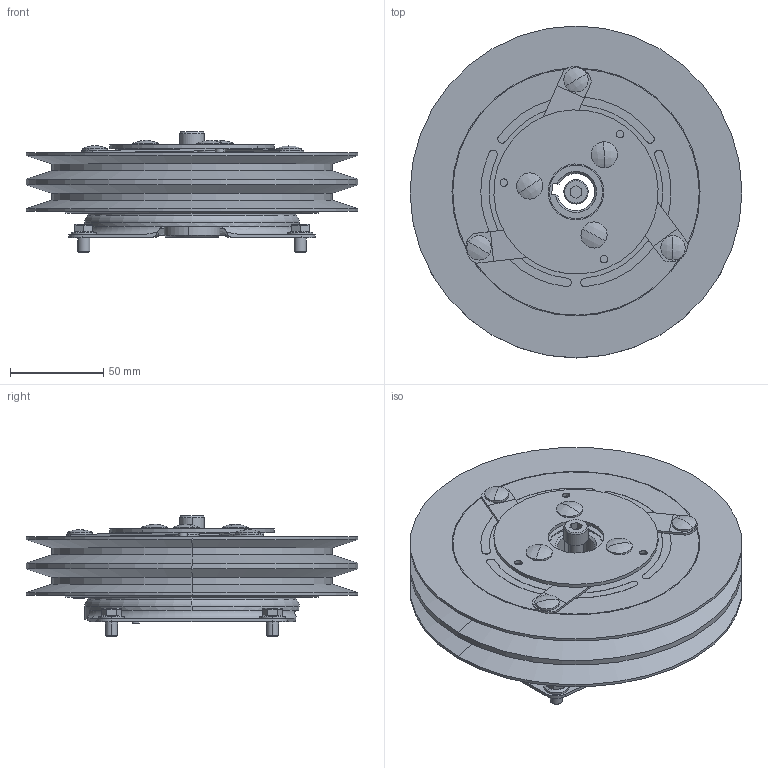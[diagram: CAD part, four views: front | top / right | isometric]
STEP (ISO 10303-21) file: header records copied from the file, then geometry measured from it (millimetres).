
FILE_DESCRIPTION (( 'STEP AP203' ), '1' );
FILE_NAME ('52088900_MA-7A-PC4_MGCL.STEP', '2019-04-02T07:30:29', ( '' ), ( '' ), 'SwSTEP 2.0', 'SolidWorks 2014', '' );
FILE_SCHEMA (( 'CONFIG_CONTROL_DESIGN' ));
Length unit declared in the file: millimetre
Products named in the file (1): 52088900_MA-7A-PC4_MGCL
Bounding box: 177.8 x 177.8 x 64.4 mm (x, y, z)
Volume: 690055.4 mm3; surface area: 133017.8 mm2
Topology: 6 solids, 11 shells, 522 faces, 1232 edges, 764 vertices
Faces by surface type: cylinder 239, plane 194, cone 58, torus 19, sphere 12
Entity records: 15295 total; most frequent: CARTESIAN_POINT 2831, DIRECTION 2820, ORIENTED_EDGE 2440, EDGE_CURVE 1220, AXIS2_PLACEMENT_3D 1143, VERTEX_POINT 764, CIRCLE 620, EDGE_LOOP 602
